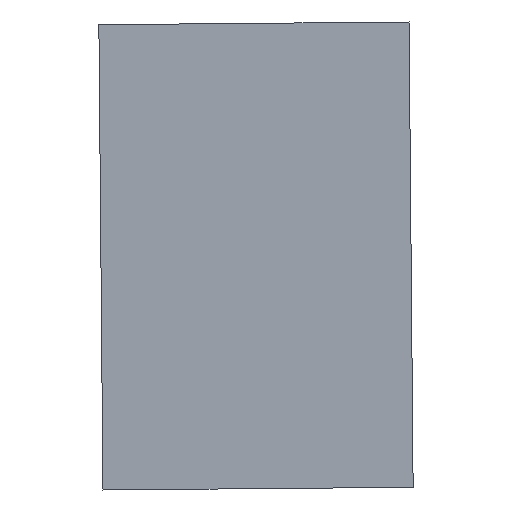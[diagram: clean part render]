
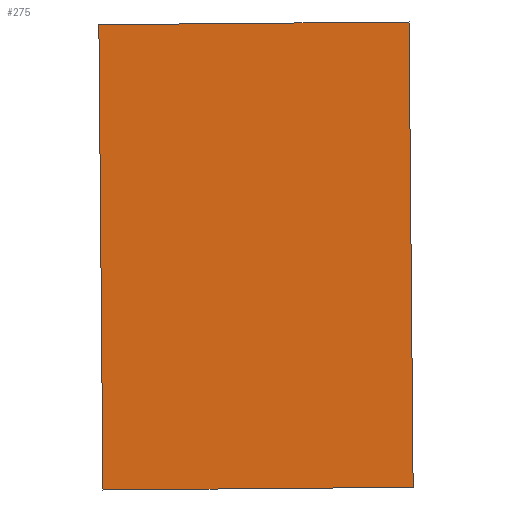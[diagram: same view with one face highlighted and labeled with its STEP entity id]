
A CAD part, left-side view. The second image highlights one B-rep face of the part: STEP entity #275.
In plain terms, the highlighted planar face has unit normal (-1, 0, 0).
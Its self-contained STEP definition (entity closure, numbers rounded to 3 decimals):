
#21 = LINE ( 'NONE', #917, #581 ) ;
#98 = ORIENTED_EDGE ( 'NONE', *, *, #1898, .T. ) ;
#198 = EDGE_CURVE ( 'NONE', #1499, #357, #1959, .T. ) ;
#218 = CARTESIAN_POINT ( 'NONE',  ( -18., 2.006, 3.003 ) ) ;
#225 = VERTEX_POINT ( 'NONE', #610 ) ;
#275 = ADVANCED_FACE ( 'NONE', ( #1239 ), #320, .T. ) ;
#320 = PLANE ( 'NONE',  #1313 ) ;
#325 = DIRECTION ( 'NONE',  ( 0., 1., -0.009 ) ) ;
#357 = VERTEX_POINT ( 'NONE', #941 ) ;
#412 = EDGE_LOOP ( 'NONE', ( #98, #537, #1747, #820 ) ) ;
#456 = CARTESIAN_POINT ( 'NONE',  ( -18., -1.994, 3.038 ) ) ;
#537 = ORIENTED_EDGE ( 'NONE', *, *, #897, .T. ) ;
#549 = LINE ( 'NONE', #218, #741 ) ;
#581 = VECTOR ( 'NONE', #325, 1000. ) ;
#600 = DIRECTION ( 'NONE',  ( 0., 0.009, 1. ) ) ;
#610 = CARTESIAN_POINT ( 'NONE',  ( -18., 1.954, -2.997 ) ) ;
#741 = VECTOR ( 'NONE', #1153, 1000. ) ;
#820 = ORIENTED_EDGE ( 'NONE', *, *, #893, .T. ) ;
#893 = EDGE_CURVE ( 'NONE', #357, #1597, #21, .T. ) ;
#897 = EDGE_CURVE ( 'NONE', #225, #1499, #1527, .T. ) ;
#917 = CARTESIAN_POINT ( 'NONE',  ( -18., 2.006, 3.003 ) ) ;
#941 = CARTESIAN_POINT ( 'NONE',  ( -18., -1.994, 3.038 ) ) ;
#942 = CARTESIAN_POINT ( 'NONE',  ( -18., 2.006, 3.003 ) ) ;
#1025 = VECTOR ( 'NONE', #600, 1000. ) ;
#1090 = DIRECTION ( 'NONE',  ( -1., 0., 0. ) ) ;
#1153 = DIRECTION ( 'NONE',  ( 0., -0.009, -1. ) ) ;
#1239 = FACE_OUTER_BOUND ( 'NONE', #412, .T. ) ;
#1309 = VECTOR ( 'NONE', #1692, 1000. ) ;
#1313 = AXIS2_PLACEMENT_3D ( 'NONE', #1419, #1090, #1534 ) ;
#1349 = CARTESIAN_POINT ( 'NONE',  ( -18., 1.954, -2.997 ) ) ;
#1352 = CARTESIAN_POINT ( 'NONE',  ( -18., -2.046, -2.962 ) ) ;
#1419 = CARTESIAN_POINT ( 'NONE',  ( -18., -0.02, 0.02 ) ) ;
#1499 = VERTEX_POINT ( 'NONE', #1352 ) ;
#1527 = LINE ( 'NONE', #1349, #1309 ) ;
#1534 = DIRECTION ( 'NONE',  ( 0., -1., 0.009 ) ) ;
#1597 = VERTEX_POINT ( 'NONE', #942 ) ;
#1692 = DIRECTION ( 'NONE',  ( 0., -1., 0.009 ) ) ;
#1747 = ORIENTED_EDGE ( 'NONE', *, *, #198, .T. ) ;
#1898 = EDGE_CURVE ( 'NONE', #1597, #225, #549, .T. ) ;
#1959 = LINE ( 'NONE', #456, #1025 ) ;
